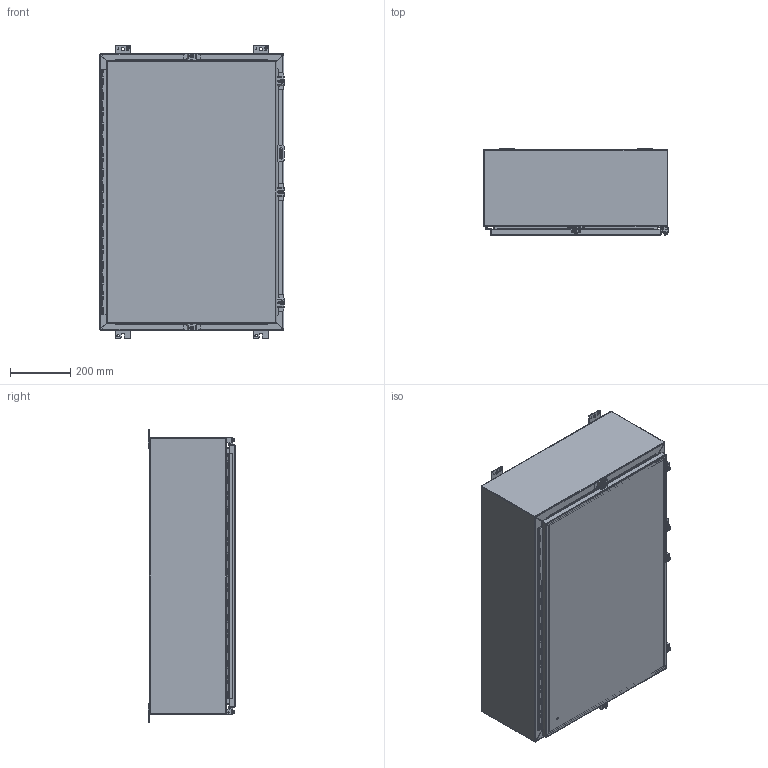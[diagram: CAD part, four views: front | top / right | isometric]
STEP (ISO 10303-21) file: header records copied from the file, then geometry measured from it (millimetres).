
FILE_DESCRIPTION (( 'STEP AP203' ), '1' );
FILE_NAME ('1418N4SSL10_Default.step', '2019-11-01T21:03:54', ( 'ADC123' ), ( 'Microsoft' ), 'SwSTEP 2.0', 'SolidWorks 2019', '' );
FILE_SCHEMA (( 'CONFIG_CONTROL_DESIGN' ));
Products named in the file (1): 1418N4SSL10_Default
Bounding box: 611.2 x 288.93 x 971.55 mm (x, y, z)
Volume: 5251322.1 mm3; surface area: 5429958.4 mm2
Topology: 49 solids, 50 shells, 1809 faces, 4733 edges, 3078 vertices
Faces by surface type: plane 1089, cylinder 614, bspline 96, cone 10
Entity records: 59500 total; most frequent: CARTESIAN_POINT 14675, ORIENTED_EDGE 9458, DIRECTION 9095, EDGE_CURVE 4729, VECTOR 3247, LINE 3247, VERTEX_POINT 3078, AXIS2_PLACEMENT_3D 2924
